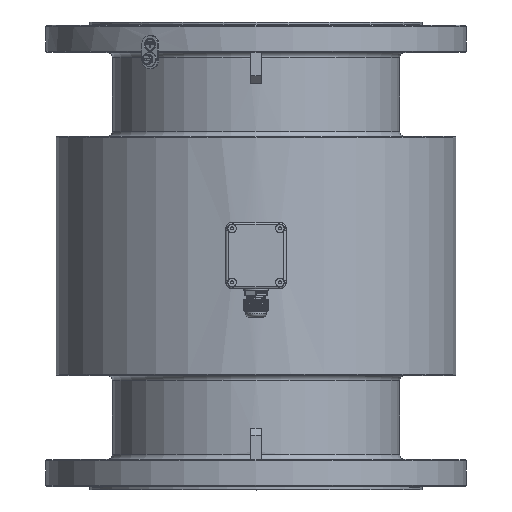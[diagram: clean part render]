
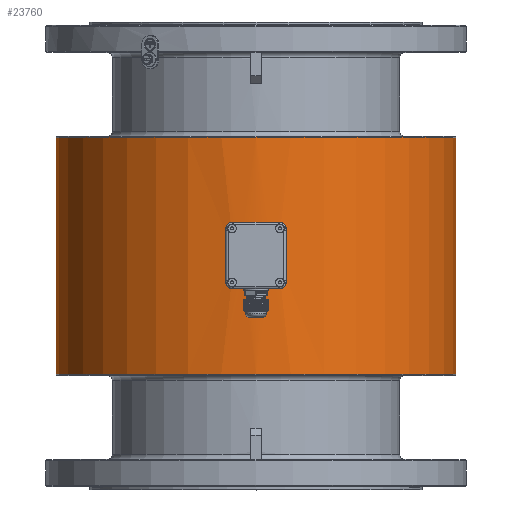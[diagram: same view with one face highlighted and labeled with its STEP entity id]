
A CAD part, top view. The second image highlights one B-rep face of the part: STEP entity #23760.
In plain terms, the highlighted cylindrical face has radius 192.5 mm (diameter 385 mm), a full revolution.
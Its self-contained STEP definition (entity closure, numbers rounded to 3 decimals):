
#723=FACE_BOUND('',#3199,.T.);
#1632=FACE_OUTER_BOUND('',#3198,.T.);
#3198=EDGE_LOOP('',(#16291,#16292,#16293,#16294));
#3199=EDGE_LOOP('',(#16295,#16296));
#4682=CIRCLE('',#25467,192.5);
#4685=CIRCLE('',#25471,192.5);
#5992=B_SPLINE_CURVE_WITH_KNOTS('',3,(#46439,#46440,#46441,#46442,#46443,
#46444,#46445,#46446,#46447,#46448,#46449,#46450,#46451,#46452,#46453,#46454,
#46455,#46456,#46457,#46458,#46459,#46460,#46461,#46462,#46463,#46464,#46465,
#46466,#46467,#46468,#46469,#46470,#46471,#46472,#46473),.UNSPECIFIED.,
 .F.,.F.,(4,2,2,2,2,2,2,2,3,2,2,2,2,2,2,2,4),(-3.167,-2.771,
-2.375,-1.979,-1.583,-1.188,
-0.792,-0.396,0.,0.396,0.792,
1.188,1.583,1.979,2.375,2.771,
3.167),.UNSPECIFIED.);
#5993=B_SPLINE_CURVE_WITH_KNOTS('',3,(#46474,#46475,#46476,#46477,#46478,
#46479,#46480,#46481,#46482,#46483,#46484,#46485,#46486,#46487,#46488,#46489,
#46490,#46491,#46492,#46493,#46494,#46495,#46496,#46497,#46498,#46499,#46500,
#46501,#46502,#46503,#46504,#46505,#46506,#46507),.UNSPECIFIED.,.F.,.F.,
(4,2,2,2,2,2,2,2,2,2,2,2,2,2,2,2,4),(3.167,3.563,
3.959,4.354,4.75,5.146,5.542,
5.938,6.334,6.73,7.125,7.521,
7.917,8.313,8.709,9.105,9.501),
 .UNSPECIFIED.);
#6605=LINE('',#46436,#8088);
#8088=VECTOR('',#28998,192.5);
#9775=VERTEX_POINT('',#46428);
#9777=VERTEX_POINT('',#46434);
#9778=VERTEX_POINT('',#46437);
#9779=VERTEX_POINT('',#46438);
#12087=EDGE_CURVE('',#9775,#9775,#4682,.T.);
#12090=EDGE_CURVE('',#9777,#9777,#4685,.T.);
#12091=EDGE_CURVE('',#9777,#9775,#6605,.T.);
#12092=EDGE_CURVE('',#9778,#9779,#5992,.T.);
#12093=EDGE_CURVE('',#9779,#9778,#5993,.T.);
#16291=ORIENTED_EDGE('',*,*,#12090,.F.);
#16292=ORIENTED_EDGE('',*,*,#12091,.T.);
#16293=ORIENTED_EDGE('',*,*,#12087,.F.);
#16294=ORIENTED_EDGE('',*,*,#12091,.F.);
#16295=ORIENTED_EDGE('',*,*,#12092,.T.);
#16296=ORIENTED_EDGE('',*,*,#12093,.T.);
#21954=CYLINDRICAL_SURFACE('',#25470,192.5);
#23760=ADVANCED_FACE('',(#1632,#723),#21954,.T.);
#25467=AXIS2_PLACEMENT_3D('',#46429,#28988,#28989);
#25470=AXIS2_PLACEMENT_3D('',#46433,#28994,#28995);
#25471=AXIS2_PLACEMENT_3D('',#46435,#28996,#28997);
#28988=DIRECTION('center_axis',(-1.,0.,0.));
#28989=DIRECTION('ref_axis',(0.,-1.,0.));
#28994=DIRECTION('center_axis',(1.,0.,0.));
#28995=DIRECTION('ref_axis',(0.,1.,0.));
#28996=DIRECTION('center_axis',(1.,0.,0.));
#28997=DIRECTION('ref_axis',(0.,-1.,0.));
#28998=DIRECTION('',(-1.,0.,0.));
#46428=CARTESIAN_POINT('',(-114.,-459.,0.));
#46429=CARTESIAN_POINT('Origin',(-114.,-266.5,0.));
#46433=CARTESIAN_POINT('Origin',(0.,-266.5,0.));
#46434=CARTESIAN_POINT('',(114.,-459.,0.));
#46435=CARTESIAN_POINT('Origin',(114.,-266.5,0.));
#46436=CARTESIAN_POINT('',(0.,-459.,0.));
#46437=CARTESIAN_POINT('',(-21.,-74.,0.));
#46438=CARTESIAN_POINT('',(21.,-74.,0.));
#46439=CARTESIAN_POINT('Ctrl Pts',(-21.,-74.,0.));
#46440=CARTESIAN_POINT('Ctrl Pts',(-21.,-74.,-1.32));
#46441=CARTESIAN_POINT('Ctrl Pts',(-20.874,-74.014,
-2.684));
#46442=CARTESIAN_POINT('Ctrl Pts',(-20.342,-74.071,
-5.397));
#46443=CARTESIAN_POINT('Ctrl Pts',(-19.936,-74.114,
-6.746));
#46444=CARTESIAN_POINT('Ctrl Pts',(-18.864,-74.222,
-9.333));
#46445=CARTESIAN_POINT('Ctrl Pts',(-18.197,-74.287,
-10.572));
#46446=CARTESIAN_POINT('Ctrl Pts',(-16.655,-74.427,-12.865));
#46447=CARTESIAN_POINT('Ctrl Pts',(-15.781,-74.502,
-13.918));
#46448=CARTESIAN_POINT('Ctrl Pts',(-13.918,-74.646,
-15.781));
#46449=CARTESIAN_POINT('Ctrl Pts',(-12.865,-74.72,
-16.655));
#46450=CARTESIAN_POINT('Ctrl Pts',(-10.572,-74.86,
-18.197));
#46451=CARTESIAN_POINT('Ctrl Pts',(-9.333,-74.926,
-18.864));
#46452=CARTESIAN_POINT('Ctrl Pts',(-6.746,-75.034,
-19.936));
#46453=CARTESIAN_POINT('Ctrl Pts',(-5.397,-75.078,
-20.342));
#46454=CARTESIAN_POINT('Ctrl Pts',(-2.684,-75.135,
-20.874));
#46455=CARTESIAN_POINT('Ctrl Pts',(-1.32,-75.149,-21.));
#46456=CARTESIAN_POINT('Ctrl Pts',(0.,-75.149,
-21.));
#46457=CARTESIAN_POINT('Ctrl Pts',(1.32,-75.149,-21.));
#46458=CARTESIAN_POINT('Ctrl Pts',(2.684,-75.135,-20.874));
#46459=CARTESIAN_POINT('Ctrl Pts',(5.397,-75.078,-20.342));
#46460=CARTESIAN_POINT('Ctrl Pts',(6.746,-75.034,-19.936));
#46461=CARTESIAN_POINT('Ctrl Pts',(9.333,-74.926,-18.864));
#46462=CARTESIAN_POINT('Ctrl Pts',(10.572,-74.86,-18.197));
#46463=CARTESIAN_POINT('Ctrl Pts',(12.865,-74.72,-16.655));
#46464=CARTESIAN_POINT('Ctrl Pts',(13.918,-74.646,-15.781));
#46465=CARTESIAN_POINT('Ctrl Pts',(15.781,-74.502,-13.918));
#46466=CARTESIAN_POINT('Ctrl Pts',(16.655,-74.427,-12.865));
#46467=CARTESIAN_POINT('Ctrl Pts',(18.197,-74.287,-10.572));
#46468=CARTESIAN_POINT('Ctrl Pts',(18.864,-74.222,-9.333));
#46469=CARTESIAN_POINT('Ctrl Pts',(19.936,-74.114,-6.746));
#46470=CARTESIAN_POINT('Ctrl Pts',(20.342,-74.071,-5.397));
#46471=CARTESIAN_POINT('Ctrl Pts',(20.874,-74.014,-2.684));
#46472=CARTESIAN_POINT('Ctrl Pts',(21.,-74.,-1.32));
#46473=CARTESIAN_POINT('Ctrl Pts',(21.,-74.,0.));
#46474=CARTESIAN_POINT('Ctrl Pts',(21.,-74.,0.));
#46475=CARTESIAN_POINT('Ctrl Pts',(21.,-74.,1.32));
#46476=CARTESIAN_POINT('Ctrl Pts',(20.874,-74.014,2.684));
#46477=CARTESIAN_POINT('Ctrl Pts',(20.342,-74.071,5.397));
#46478=CARTESIAN_POINT('Ctrl Pts',(19.936,-74.114,6.746));
#46479=CARTESIAN_POINT('Ctrl Pts',(18.864,-74.222,9.333));
#46480=CARTESIAN_POINT('Ctrl Pts',(18.197,-74.287,10.572));
#46481=CARTESIAN_POINT('Ctrl Pts',(16.655,-74.427,12.865));
#46482=CARTESIAN_POINT('Ctrl Pts',(15.781,-74.502,13.918));
#46483=CARTESIAN_POINT('Ctrl Pts',(13.918,-74.646,15.781));
#46484=CARTESIAN_POINT('Ctrl Pts',(12.865,-74.72,16.655));
#46485=CARTESIAN_POINT('Ctrl Pts',(10.572,-74.86,18.197));
#46486=CARTESIAN_POINT('Ctrl Pts',(9.333,-74.926,18.864));
#46487=CARTESIAN_POINT('Ctrl Pts',(6.746,-75.034,19.936));
#46488=CARTESIAN_POINT('Ctrl Pts',(5.397,-75.078,20.342));
#46489=CARTESIAN_POINT('Ctrl Pts',(2.684,-75.135,20.874));
#46490=CARTESIAN_POINT('Ctrl Pts',(1.32,-75.149,21.));
#46491=CARTESIAN_POINT('Ctrl Pts',(-1.32,-75.149,21.));
#46492=CARTESIAN_POINT('Ctrl Pts',(-2.684,-75.135,20.874));
#46493=CARTESIAN_POINT('Ctrl Pts',(-5.397,-75.078,
20.342));
#46494=CARTESIAN_POINT('Ctrl Pts',(-6.746,-75.034,
19.936));
#46495=CARTESIAN_POINT('Ctrl Pts',(-9.333,-74.926,
18.864));
#46496=CARTESIAN_POINT('Ctrl Pts',(-10.572,-74.86,
18.197));
#46497=CARTESIAN_POINT('Ctrl Pts',(-12.865,-74.72,
16.655));
#46498=CARTESIAN_POINT('Ctrl Pts',(-13.918,-74.646,
15.781));
#46499=CARTESIAN_POINT('Ctrl Pts',(-15.781,-74.502,
13.918));
#46500=CARTESIAN_POINT('Ctrl Pts',(-16.655,-74.427,12.865));
#46501=CARTESIAN_POINT('Ctrl Pts',(-18.197,-74.287,
10.572));
#46502=CARTESIAN_POINT('Ctrl Pts',(-18.864,-74.222,
9.333));
#46503=CARTESIAN_POINT('Ctrl Pts',(-19.936,-74.114,
6.746));
#46504=CARTESIAN_POINT('Ctrl Pts',(-20.342,-74.071,
5.397));
#46505=CARTESIAN_POINT('Ctrl Pts',(-20.874,-74.014,
2.684));
#46506=CARTESIAN_POINT('Ctrl Pts',(-21.,-74.,1.32));
#46507=CARTESIAN_POINT('Ctrl Pts',(-21.,-74.,0.));
